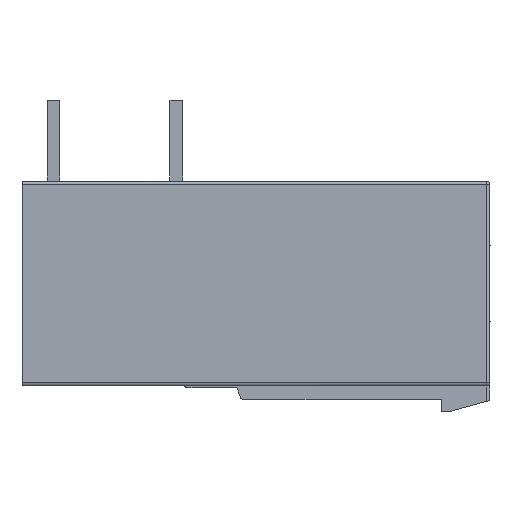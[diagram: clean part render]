
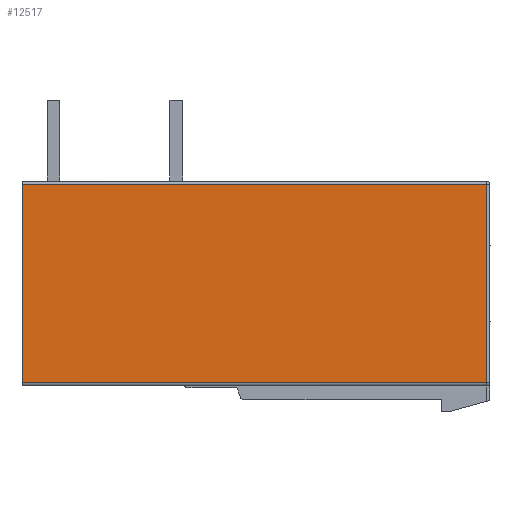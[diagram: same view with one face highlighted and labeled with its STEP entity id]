
A CAD part, front view. The second image highlights one B-rep face of the part: STEP entity #12517.
In plain terms, the highlighted planar face has unit normal (0, -1, 0).
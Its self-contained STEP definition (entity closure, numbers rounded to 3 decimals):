
#4138=DIRECTION('',(1.,0.,0.));
#4139=VECTOR('',#4138,28.8);
#4140=CARTESIAN_POINT('',(-11.15,-7.62,6.756));
#4141=LINE('',#4140,#4139);
#4142=DIRECTION('',(0.,0.,-1.));
#4143=VECTOR('',#4142,12.3);
#4144=CARTESIAN_POINT('',(17.65,-7.62,6.756));
#4145=LINE('',#4144,#4143);
#4146=DIRECTION('',(1.,0.,0.));
#4147=VECTOR('',#4146,28.8);
#4148=CARTESIAN_POINT('',(-11.15,-7.62,-5.544));
#4149=LINE('',#4148,#4147);
#4329=DIRECTION('',(0.,0.,1.));
#4330=VECTOR('',#4329,12.3);
#4331=CARTESIAN_POINT('',(-11.15,-7.62,-5.544));
#4332=LINE('',#4331,#4330);
#6840=CARTESIAN_POINT('',(-11.15,-7.62,-5.544));
#6841=VERTEX_POINT('',#6840);
#6848=CARTESIAN_POINT('',(-11.15,-7.62,6.756));
#6849=CARTESIAN_POINT('',(17.65,-7.62,6.756));
#6850=VERTEX_POINT('',#6848);
#6851=VERTEX_POINT('',#6849);
#6852=CARTESIAN_POINT('',(17.65,-7.62,-5.544));
#6853=VERTEX_POINT('',#6852);
#12504=CARTESIAN_POINT('',(17.85,-7.62,-5.744));
#12505=DIRECTION('',(0.,1.,0.));
#12506=DIRECTION('',(0.,0.,1.));
#12507=AXIS2_PLACEMENT_3D('',#12504,#12505,#12506);
#12508=PLANE('',#12507);
#12509=ORIENTED_EDGE('',*,*,#12472,.T.);
#12510=ORIENTED_EDGE('',*,*,#12495,.T.);
#12512=ORIENTED_EDGE('',*,*,#12511,.F.);
#12514=ORIENTED_EDGE('',*,*,#12513,.T.);
#12515=EDGE_LOOP('',(#12509,#12510,#12512,#12514));
#12516=FACE_OUTER_BOUND('',#12515,.F.);
#12517=ADVANCED_FACE('',(#12516),#12508,.F.);
#12472=EDGE_CURVE('',#6850,#6851,#4141,.T.);
#12495=EDGE_CURVE('',#6851,#6853,#4145,.T.);
#12511=EDGE_CURVE('',#6841,#6853,#4149,.T.);
#12513=EDGE_CURVE('',#6841,#6850,#4332,.T.);
